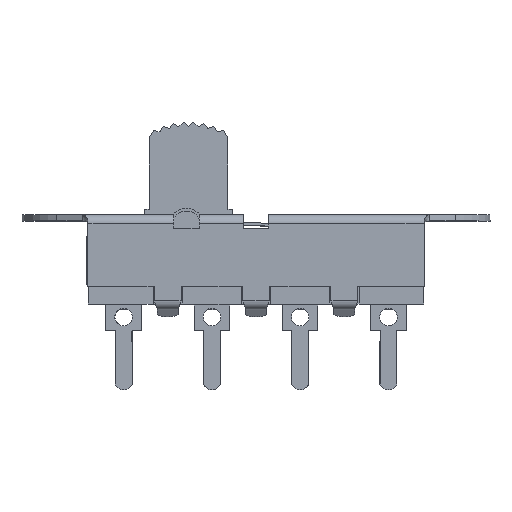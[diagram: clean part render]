
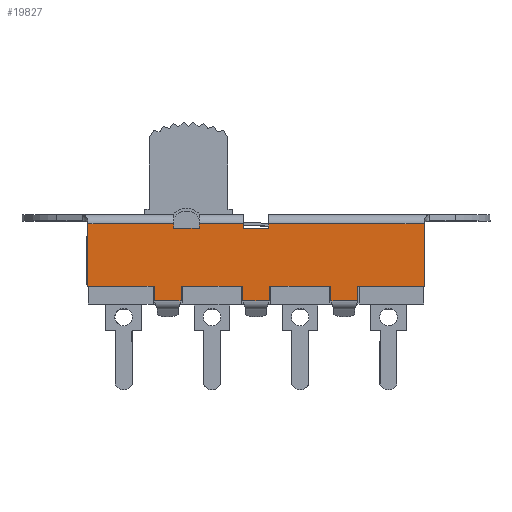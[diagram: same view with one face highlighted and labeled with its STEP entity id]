
A CAD part, top view. The second image highlights one B-rep face of the part: STEP entity #19827.
In plain terms, the highlighted planar face has unit normal (0, 0, 1).
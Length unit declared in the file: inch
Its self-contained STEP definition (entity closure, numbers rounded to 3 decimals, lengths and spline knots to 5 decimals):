
#19383=CARTESIAN_POINT('',(-0.26514,0.28998,0.48799));
#19384=VERTEX_POINT('',#19383);
#19392=CARTESIAN_POINT('',(-0.35914,0.28998,0.48799));
#19393=VERTEX_POINT('',#19392);
#19394=CARTESIAN_POINT('',(-0.26514,0.28998,0.48799));
#19395=DIRECTION('',(-1.0,0.0,0.0));
#19396=VECTOR('',#19395,0.094);
#19397=LINE('',#19394,#19396);
#19398=EDGE_CURVE('',#19384,#19393,#19397,.T.);
#19601=CARTESIAN_POINT('',(0.35886,0.28998,0.48799));
#19602=VERTEX_POINT('',#19601);
#19610=CARTESIAN_POINT('',(0.26486,0.28998,0.48799));
#19611=VERTEX_POINT('',#19610);
#19612=CARTESIAN_POINT('',(0.35886,0.28998,0.48799));
#19613=DIRECTION('',(-1.0,0.0,0.0));
#19614=VECTOR('',#19613,0.094);
#19615=LINE('',#19612,#19614);
#19616=EDGE_CURVE('',#19602,#19611,#19615,.T.);
#19646=CARTESIAN_POINT('',(-0.00014,0.81748,0.48799));
#19647=DIRECTION('',(0.0,0.0,1.0));
#19648=DIRECTION('',(1.0,0.0,0.0));
#19649=AXIS2_PLACEMENT_3D('',#19646,#19647,#19648);
#19650=PLANE('',#19649);
#19651=ORIENTED_EDGE('',*,*,#19398,.F.);
#19652=CARTESIAN_POINT('',(-0.26514,0.33998,0.48799));
#19653=VERTEX_POINT('',#19652);
#19654=CARTESIAN_POINT('',(-0.26514,0.28998,0.48799));
#19655=DIRECTION('',(0.0,1.0,0.0));
#19656=VECTOR('',#19655,0.05);
#19657=LINE('',#19654,#19656);
#19658=EDGE_CURVE('',#19384,#19653,#19657,.T.);
#19659=ORIENTED_EDGE('',*,*,#19658,.T.);
#19660=CARTESIAN_POINT('',(-0.04714,0.33998,0.48799));
#19661=VERTEX_POINT('',#19660);
#19662=CARTESIAN_POINT('',(-0.26514,0.33998,0.48799));
#19663=DIRECTION('',(1.0,0.0,0.0));
#19664=VECTOR('',#19663,0.218);
#19665=LINE('',#19662,#19664);
#19666=EDGE_CURVE('',#19653,#19661,#19665,.T.);
#19667=ORIENTED_EDGE('',*,*,#19666,.T.);
#19668=CARTESIAN_POINT('',(-0.04714,0.28998,0.48799));
#19669=VERTEX_POINT('',#19668);
#19670=CARTESIAN_POINT('',(-0.04714,0.33998,0.48799));
#19671=DIRECTION('',(0.0,-1.0,0.0));
#19672=VECTOR('',#19671,0.05);
#19673=LINE('',#19670,#19672);
#19674=EDGE_CURVE('',#19661,#19669,#19673,.T.);
#19675=ORIENTED_EDGE('',*,*,#19674,.T.);
#19676=CARTESIAN_POINT('',(0.04686,0.28998,0.48799));
#19677=VERTEX_POINT('',#19676);
#19678=CARTESIAN_POINT('',(0.04686,0.28998,0.48799));
#19679=DIRECTION('',(-1.0,0.0,0.0));
#19680=VECTOR('',#19679,0.094);
#19681=LINE('',#19678,#19680);
#19682=EDGE_CURVE('',#19677,#19669,#19681,.T.);
#19683=ORIENTED_EDGE('',*,*,#19682,.F.);
#19684=CARTESIAN_POINT('',(0.04686,0.33998,0.48799));
#19685=VERTEX_POINT('',#19684);
#19686=CARTESIAN_POINT('',(0.04686,0.28998,0.48799));
#19687=DIRECTION('',(0.0,1.0,0.0));
#19688=VECTOR('',#19687,0.05);
#19689=LINE('',#19686,#19688);
#19690=EDGE_CURVE('',#19677,#19685,#19689,.T.);
#19691=ORIENTED_EDGE('',*,*,#19690,.T.);
#19692=CARTESIAN_POINT('',(0.26486,0.33998,0.48799));
#19693=VERTEX_POINT('',#19692);
#19694=CARTESIAN_POINT('',(0.04686,0.33998,0.48799));
#19695=DIRECTION('',(1.0,0.0,0.0));
#19696=VECTOR('',#19695,0.218);
#19697=LINE('',#19694,#19696);
#19698=EDGE_CURVE('',#19685,#19693,#19697,.T.);
#19699=ORIENTED_EDGE('',*,*,#19698,.T.);
#19700=CARTESIAN_POINT('',(0.26486,0.33998,0.48799));
#19701=DIRECTION('',(0.0,-1.0,0.0));
#19702=VECTOR('',#19701,0.05);
#19703=LINE('',#19700,#19702);
#19704=EDGE_CURVE('',#19693,#19611,#19703,.T.);
#19705=ORIENTED_EDGE('',*,*,#19704,.T.);
#19706=ORIENTED_EDGE('',*,*,#19616,.F.);
#19707=CARTESIAN_POINT('',(0.35886,0.33998,0.48799));
#19708=VERTEX_POINT('',#19707);
#19709=CARTESIAN_POINT('',(0.35886,0.28998,0.48799));
#19710=DIRECTION('',(0.0,1.0,0.0));
#19711=VECTOR('',#19710,0.05);
#19712=LINE('',#19709,#19711);
#19713=EDGE_CURVE('',#19602,#19708,#19712,.T.);
#19714=ORIENTED_EDGE('',*,*,#19713,.T.);
#19715=CARTESIAN_POINT('',(0.59386,0.33998,0.48799));
#19716=VERTEX_POINT('',#19715);
#19717=CARTESIAN_POINT('',(0.35886,0.33998,0.48799));
#19718=DIRECTION('',(1.0,0.0,0.0));
#19719=VECTOR('',#19718,0.235);
#19720=LINE('',#19717,#19719);
#19721=EDGE_CURVE('',#19708,#19716,#19720,.T.);
#19722=ORIENTED_EDGE('',*,*,#19721,.T.);
#19723=CARTESIAN_POINT('',(0.59386,0.56177,0.48799));
#19724=VERTEX_POINT('',#19723);
#19725=CARTESIAN_POINT('',(0.59386,0.33998,0.48799));
#19726=DIRECTION('',(0.0,1.0,0.0));
#19727=VECTOR('',#19726,0.22179);
#19728=LINE('',#19725,#19727);
#19729=EDGE_CURVE('',#19716,#19724,#19728,.T.);
#19730=ORIENTED_EDGE('',*,*,#19729,.T.);
#19731=CARTESIAN_POINT('',(0.04486,0.56177,0.48799));
#19732=VERTEX_POINT('',#19731);
#19733=CARTESIAN_POINT('',(0.59386,0.56177,0.48799));
#19734=DIRECTION('',(-1.0,0.0,0.0));
#19735=VECTOR('',#19734,0.549);
#19736=LINE('',#19733,#19735);
#19737=EDGE_CURVE('',#19724,#19732,#19736,.T.);
#19738=ORIENTED_EDGE('',*,*,#19737,.T.);
#19739=CARTESIAN_POINT('',(0.04486,0.54548,0.48799));
#19740=VERTEX_POINT('',#19739);
#19741=CARTESIAN_POINT('',(0.04486,0.56177,0.48799));
#19742=DIRECTION('',(0.0,-1.0,0.0));
#19743=VECTOR('',#19742,0.01629);
#19744=LINE('',#19741,#19743);
#19745=EDGE_CURVE('',#19732,#19740,#19744,.T.);
#19746=ORIENTED_EDGE('',*,*,#19745,.T.);
#19747=CARTESIAN_POINT('',(-0.04514,0.54548,0.48799));
#19748=VERTEX_POINT('',#19747);
#19749=CARTESIAN_POINT('',(0.04486,0.54548,0.48799));
#19750=DIRECTION('',(-1.0,0.0,0.0));
#19751=VECTOR('',#19750,0.09);
#19752=LINE('',#19749,#19751);
#19753=EDGE_CURVE('',#19740,#19748,#19752,.T.);
#19754=ORIENTED_EDGE('',*,*,#19753,.T.);
#19755=CARTESIAN_POINT('',(-0.04514,0.56177,0.48799));
#19756=VERTEX_POINT('',#19755);
#19757=CARTESIAN_POINT('',(-0.04514,0.54548,0.48799));
#19758=DIRECTION('',(0.0,1.0,0.0));
#19759=VECTOR('',#19758,0.01629);
#19760=LINE('',#19757,#19759);
#19761=EDGE_CURVE('',#19748,#19756,#19760,.T.);
#19762=ORIENTED_EDGE('',*,*,#19761,.T.);
#19763=CARTESIAN_POINT('',(-0.20114,0.56177,0.48799));
#19764=VERTEX_POINT('',#19763);
#19765=CARTESIAN_POINT('',(-0.04514,0.56177,0.48799));
#19766=DIRECTION('',(-1.0,0.0,0.0));
#19767=VECTOR('',#19766,0.156);
#19768=LINE('',#19765,#19767);
#19769=EDGE_CURVE('',#19756,#19764,#19768,.T.);
#19770=ORIENTED_EDGE('',*,*,#19769,.T.);
#19771=CARTESIAN_POINT('',(-0.20114,0.54548,0.48799));
#19772=VERTEX_POINT('',#19771);
#19773=CARTESIAN_POINT('',(-0.20114,0.56177,0.48799));
#19774=DIRECTION('',(0.0,-1.0,0.0));
#19775=VECTOR('',#19774,0.01629);
#19776=LINE('',#19773,#19775);
#19777=EDGE_CURVE('',#19764,#19772,#19776,.T.);
#19778=ORIENTED_EDGE('',*,*,#19777,.T.);
#19779=CARTESIAN_POINT('',(-0.29114,0.54548,0.48799));
#19780=VERTEX_POINT('',#19779);
#19781=CARTESIAN_POINT('',(-0.20114,0.54548,0.48799));
#19782=DIRECTION('',(-1.0,0.0,0.0));
#19783=VECTOR('',#19782,0.09);
#19784=LINE('',#19781,#19783);
#19785=EDGE_CURVE('',#19772,#19780,#19784,.T.);
#19786=ORIENTED_EDGE('',*,*,#19785,.T.);
#19787=CARTESIAN_POINT('',(-0.29114,0.56177,0.48799));
#19788=VERTEX_POINT('',#19787);
#19789=CARTESIAN_POINT('',(-0.29114,0.54548,0.48799));
#19790=DIRECTION('',(0.0,1.0,0.0));
#19791=VECTOR('',#19790,0.01629);
#19792=LINE('',#19789,#19791);
#19793=EDGE_CURVE('',#19780,#19788,#19792,.T.);
#19794=ORIENTED_EDGE('',*,*,#19793,.T.);
#19795=CARTESIAN_POINT('',(-0.59414,0.56177,0.48799));
#19796=VERTEX_POINT('',#19795);
#19797=CARTESIAN_POINT('',(-0.29114,0.56177,0.48799));
#19798=DIRECTION('',(-1.0,0.0,0.0));
#19799=VECTOR('',#19798,0.303);
#19800=LINE('',#19797,#19799);
#19801=EDGE_CURVE('',#19788,#19796,#19800,.T.);
#19802=ORIENTED_EDGE('',*,*,#19801,.T.);
#19803=CARTESIAN_POINT('',(-0.59414,0.33998,0.48799));
#19804=VERTEX_POINT('',#19803);
#19805=CARTESIAN_POINT('',(-0.59414,0.56177,0.48799));
#19806=DIRECTION('',(0.0,-1.0,0.0));
#19807=VECTOR('',#19806,0.22179);
#19808=LINE('',#19805,#19807);
#19809=EDGE_CURVE('',#19796,#19804,#19808,.T.);
#19810=ORIENTED_EDGE('',*,*,#19809,.T.);
#19811=CARTESIAN_POINT('',(-0.35914,0.33998,0.48799));
#19812=VERTEX_POINT('',#19811);
#19813=CARTESIAN_POINT('',(-0.59414,0.33998,0.48799));
#19814=DIRECTION('',(1.0,0.0,0.0));
#19815=VECTOR('',#19814,0.235);
#19816=LINE('',#19813,#19815);
#19817=EDGE_CURVE('',#19804,#19812,#19816,.T.);
#19818=ORIENTED_EDGE('',*,*,#19817,.T.);
#19819=CARTESIAN_POINT('',(-0.35914,0.33998,0.48799));
#19820=DIRECTION('',(0.0,-1.0,0.0));
#19821=VECTOR('',#19820,0.05);
#19822=LINE('',#19819,#19821);
#19823=EDGE_CURVE('',#19812,#19393,#19822,.T.);
#19824=ORIENTED_EDGE('',*,*,#19823,.T.);
#19825=EDGE_LOOP('',(#19651,#19659,#19667,#19675,#19683,#19691,#19699,#19705,#19706,#19714,#19722,#19730,#19738,#19746,#19754,#19762,#19770,#19778,#19786,#19794,#19802,#19810,#19818,#19824));
#19826=FACE_OUTER_BOUND('',#19825,.T.);
#19827=ADVANCED_FACE('',(#19826),#19650,.T.);
